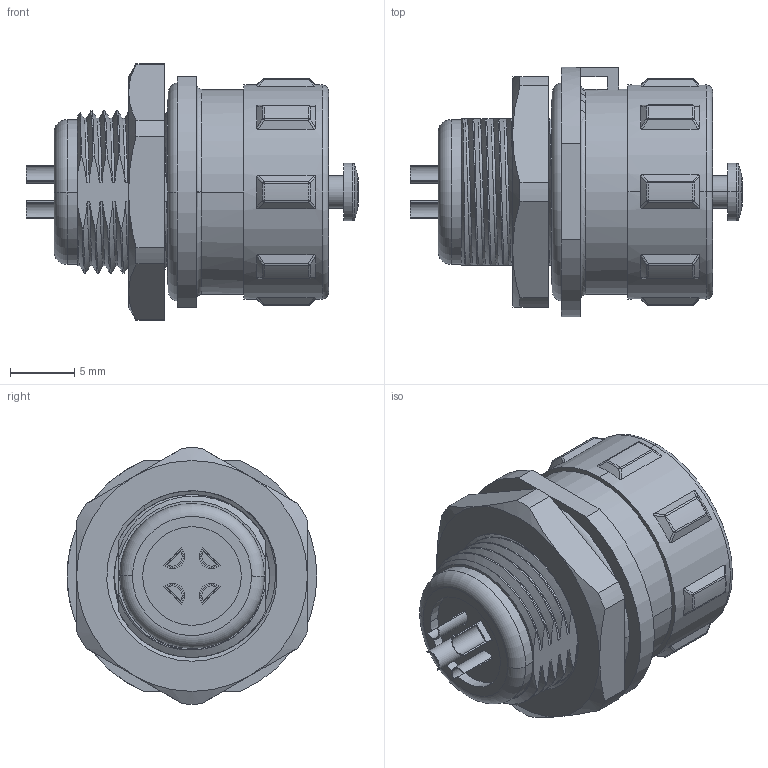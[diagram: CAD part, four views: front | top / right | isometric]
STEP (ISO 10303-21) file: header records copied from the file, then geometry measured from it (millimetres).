
FILE_DESCRIPTION((''),'2;1');
FILE_NAME('SP1312-S5','2016-07-02T',('Administrator'),(''),'PRO/ENGINEER BY PARAMETRIC TECHNOLOGY CORPORATION, 2015240','PRO/ENGINEER BY PARAMETRIC TECHNOLOGY CORPORATION, 2015240','');
FILE_SCHEMA(('CONFIG_CONTROL_DESIGN'));
Length unit declared in the file: millimetre
Products named in the file (1): SP1312-S5
Bounding box: 25.9 x 19.5 x 19.99 mm (x, y, z)
Volume: 3612.3 mm3; surface area: 3796.4 mm2
Topology: 1 solids, 13 shells, 457 faces, 1140 edges, 730 vertices
Faces by surface type: cylinder 140, plane 134, bspline 74, cone 38, sphere 32, torus 28, extrusion 11
Entity records: 20474 total; most frequent: CARTESIAN_POINT 10108, ORIENTED_EDGE 2280, DIRECTION 1966, EDGE_CURVE 1140, AXIS2_PLACEMENT_3D 787, VERTEX_POINT 730, EDGE_LOOP 484, FACE_OUTER_BOUND 457
